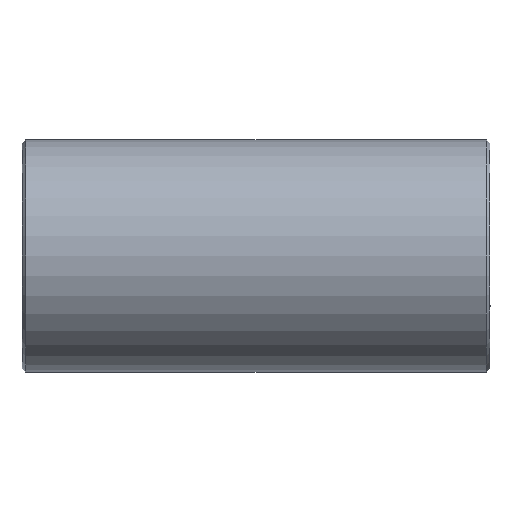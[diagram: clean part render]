
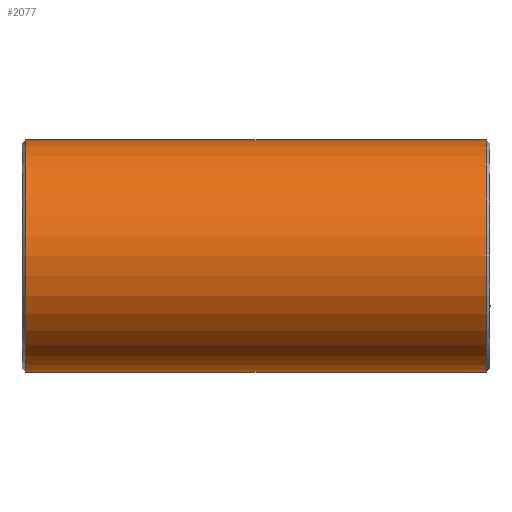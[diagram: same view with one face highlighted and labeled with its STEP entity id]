
A CAD part, left-side view. The second image highlights one B-rep face of the part: STEP entity #2077.
In plain terms, the highlighted cylindrical face has radius 2.975 mm (diameter 5.95 mm), a partial arc.
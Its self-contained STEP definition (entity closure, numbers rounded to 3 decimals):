
#50 = CARTESIAN_POINT ( 'NONE',  ( 0., 6., 0. ) ) ;
#61 = LINE ( 'NONE', #434, #5284 ) ;
#115 = DIRECTION ( 'NONE',  ( 0., 0., 1. ) ) ;
#264 = ORIENTED_EDGE ( 'NONE', *, *, #1730, .T. ) ;
#434 = CARTESIAN_POINT ( 'NONE',  ( 0., 6., -2.975 ) ) ;
#489 = CYLINDRICAL_SURFACE ( 'NONE', #4247, 2.975 ) ;
#679 = CARTESIAN_POINT ( 'NONE',  ( 0., -5.9, -2.975 ) ) ;
#766 = DIRECTION ( 'NONE',  ( 0., -1., 0. ) ) ;
#1204 = LINE ( 'NONE', #5063, #4451 ) ;
#1210 = VERTEX_POINT ( 'NONE', #4377 ) ;
#1238 = ORIENTED_EDGE ( 'NONE', *, *, #3369, .F. ) ;
#1350 = CIRCLE ( 'NONE', #5642, 2.975 ) ;
#1447 = CARTESIAN_POINT ( 'NONE',  ( 0., -5.9, 0. ) ) ;
#1476 = FACE_OUTER_BOUND ( 'NONE', #3964, .T. ) ;
#1551 = ORIENTED_EDGE ( 'NONE', *, *, #3476, .T. ) ;
#1730 = EDGE_CURVE ( 'NONE', #1210, #2675, #61, .T. ) ;
#1837 = CARTESIAN_POINT ( 'NONE',  ( 0., -5.9, 2.975 ) ) ;
#2054 = VERTEX_POINT ( 'NONE', #1837 ) ;
#2077 = ADVANCED_FACE ( 'NONE', ( #1476 ), #489, .T. ) ;
#2268 = ORIENTED_EDGE ( 'NONE', *, *, #5309, .T. ) ;
#2675 = VERTEX_POINT ( 'NONE', #679 ) ;
#2723 = DIRECTION ( 'NONE',  ( 0., -1., 0. ) ) ;
#2785 = DIRECTION ( 'NONE',  ( 0., -1., 0. ) ) ;
#2854 = DIRECTION ( 'NONE',  ( 0., -1., 0. ) ) ;
#3369 = EDGE_CURVE ( 'NONE', #4300, #2054, #1204, .T. ) ;
#3476 = EDGE_CURVE ( 'NONE', #2675, #2054, #1350, .T. ) ;
#3929 = CARTESIAN_POINT ( 'NONE',  ( 0., 5.9, 0. ) ) ;
#3964 = EDGE_LOOP ( 'NONE', ( #1238, #2268, #264, #1551 ) ) ;
#4229 = DIRECTION ( 'NONE',  ( 0., 0., -1. ) ) ;
#4244 = AXIS2_PLACEMENT_3D ( 'NONE', #3929, #766, #5307 ) ;
#4247 = AXIS2_PLACEMENT_3D ( 'NONE', #50, #2785, #4229 ) ;
#4300 = VERTEX_POINT ( 'NONE', #5599 ) ;
#4377 = CARTESIAN_POINT ( 'NONE',  ( 0., 5.9, -2.975 ) ) ;
#4451 = VECTOR ( 'NONE', #2854, 1000. ) ;
#4605 = DIRECTION ( 'NONE',  ( 0., 1., 0. ) ) ;
#5063 = CARTESIAN_POINT ( 'NONE',  ( 0., 6., 2.975 ) ) ;
#5284 = VECTOR ( 'NONE', #2723, 1000. ) ;
#5307 = DIRECTION ( 'NONE',  ( 0., 0., 1. ) ) ;
#5309 = EDGE_CURVE ( 'NONE', #4300, #1210, #5389, .T. ) ;
#5389 = CIRCLE ( 'NONE', #4244, 2.975 ) ;
#5599 = CARTESIAN_POINT ( 'NONE',  ( 0., 5.9, 2.975 ) ) ;
#5642 = AXIS2_PLACEMENT_3D ( 'NONE', #1447, #4605, #115 ) ;
